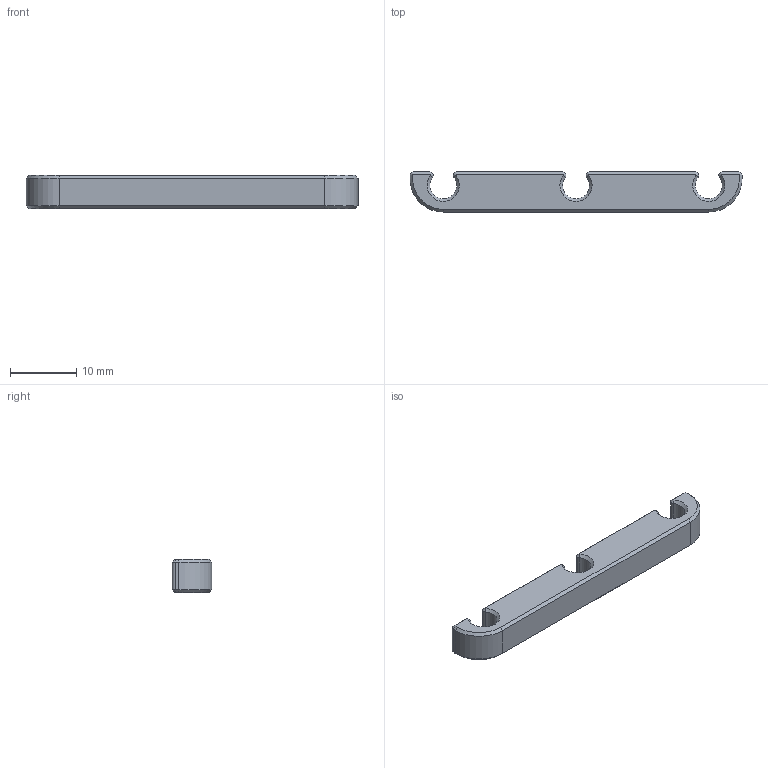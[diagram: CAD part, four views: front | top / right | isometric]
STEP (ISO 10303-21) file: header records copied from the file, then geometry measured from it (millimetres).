
FILE_DESCRIPTION(('Open CASCADE Model'),'2;1');
FILE_NAME('Open CASCADE Shape Model','2024-07-24T15:33:39',('Author'),( 'Open CASCADE'),'Open CASCADE STEP processor 7.7','Open CASCADE 7.7' ,'Unknown');
FILE_SCHEMA(('AUTOMOTIVE_DESIGN { 1 0 10303 214 1 1 1 1 }'));
Length unit declared in the file: millimetre
Products named in the file (1): Open CASCADE STEP translator 7.7 71
Bounding box: 50 x 6.02 x 5 mm (x, y, z)
Volume: 1226.1 mm3; surface area: 1081.9 mm2
Topology: 1 solids, 1 shells, 62 faces, 140 edges, 80 vertices
Faces by surface type: cone 26, plane 23, cylinder 13
Entity records: 3500 total; most frequent: CARTESIAN_POINT 769, DIRECTION 492, ORIENTED_EDGE 280, PCURVE 280, DEFINITIONAL_REPRESENTATION 280, LINE 256, VECTOR 256, EDGE_CURVE 140
